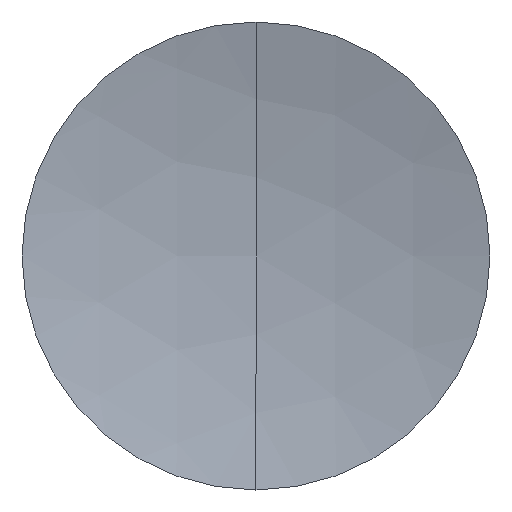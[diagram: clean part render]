
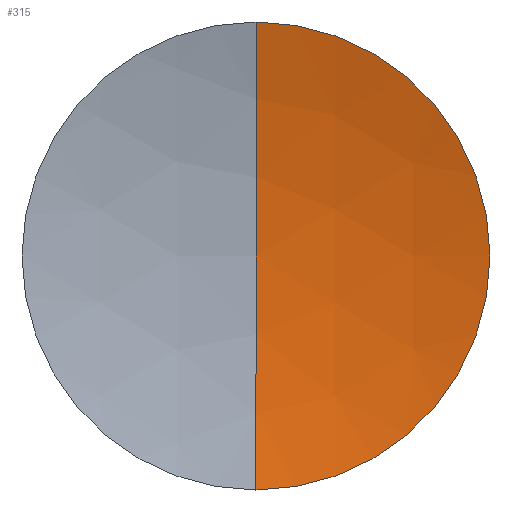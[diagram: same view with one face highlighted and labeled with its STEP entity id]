
A CAD part, left-side view. The second image highlights one B-rep face of the part: STEP entity #315.
In plain terms, the highlighted spherical face has radius 25.6 mm.
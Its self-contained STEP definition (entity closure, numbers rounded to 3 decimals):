
#7 = DIRECTION ( 'NONE',  ( 0., 0., 1. ) ) ;
#29 = CARTESIAN_POINT ( 'NONE',  ( 226.592, 0., 0. ) ) ;
#30 = EDGE_LOOP ( 'NONE', ( #164, #201, #165 ) ) ;
#40 = CIRCLE ( 'NONE', #171, 25.6 ) ;
#52 = AXIS2_PLACEMENT_3D ( 'NONE', #300, #119, #271 ) ;
#64 = CARTESIAN_POINT ( 'NONE',  ( 225.792, 0., -6.35 ) ) ;
#77 = SPHERICAL_SURFACE ( 'NONE', #279, 25.6 ) ;
#86 = CARTESIAN_POINT ( 'NONE',  ( 200.992, 0., 0. ) ) ;
#105 = EDGE_CURVE ( 'NONE', #226, #322, #40, .T. ) ;
#119 = DIRECTION ( 'NONE',  ( 0., -1., 0. ) ) ;
#123 = CIRCLE ( 'NONE', #290, 6.35 ) ;
#130 = FACE_OUTER_BOUND ( 'NONE', #30, .T. ) ;
#141 = VERTEX_POINT ( 'NONE', #248 ) ;
#153 = DIRECTION ( 'NONE',  ( 0., 0., 1. ) ) ;
#164 = ORIENTED_EDGE ( 'NONE', *, *, #329, .F. ) ;
#165 = ORIENTED_EDGE ( 'NONE', *, *, #257, .T. ) ;
#171 = AXIS2_PLACEMENT_3D ( 'NONE', #86, #185, #7 ) ;
#185 = DIRECTION ( 'NONE',  ( 0., 1., 0. ) ) ;
#201 = ORIENTED_EDGE ( 'NONE', *, *, #105, .T. ) ;
#212 = CARTESIAN_POINT ( 'NONE',  ( 225.792, 0., 0. ) ) ;
#226 = VERTEX_POINT ( 'NONE', #29 ) ;
#248 = CARTESIAN_POINT ( 'NONE',  ( 225.792, 0., 6.35 ) ) ;
#249 = DIRECTION ( 'NONE',  ( 0., 0., 1. ) ) ;
#257 = EDGE_CURVE ( 'NONE', #322, #141, #123, .T. ) ;
#271 = DIRECTION ( 'NONE',  ( 0., 0., -1. ) ) ;
#279 = AXIS2_PLACEMENT_3D ( 'NONE', #303, #330, #249 ) ;
#290 = AXIS2_PLACEMENT_3D ( 'NONE', #212, #337, #153 ) ;
#300 = CARTESIAN_POINT ( 'NONE',  ( 200.992, 0., 0. ) ) ;
#303 = CARTESIAN_POINT ( 'NONE',  ( 200.992, 0., 0. ) ) ;
#308 = CIRCLE ( 'NONE', #52, 25.6 ) ;
#315 = ADVANCED_FACE ( 'NONE', ( #130 ), #77, .F. ) ;
#322 = VERTEX_POINT ( 'NONE', #64 ) ;
#329 = EDGE_CURVE ( 'NONE', #226, #141, #308, .T. ) ;
#330 = DIRECTION ( 'NONE',  ( 0., 1., 0. ) ) ;
#337 = DIRECTION ( 'NONE',  ( -1., 0., 0. ) ) ;
